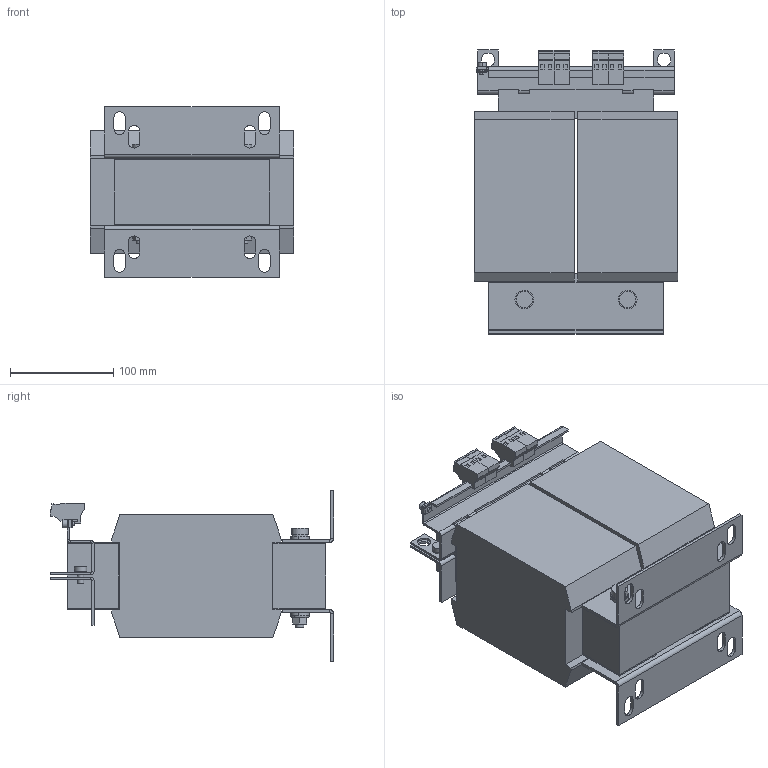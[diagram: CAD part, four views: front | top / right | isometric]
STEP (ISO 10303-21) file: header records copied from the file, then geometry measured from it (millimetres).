
FILE_DESCRIPTION (( 'STEP AP214' ), '1' );
FILE_NAME ('202669.STEP', '2020-08-26T08:57:44', ( '' ), ( '' ), 'SwSTEP 2.0', 'SolidWorks 2018', '' );
FILE_SCHEMA (( 'AUTOMOTIVE_DESIGN' ));
Length unit declared in the file: millimetre
Products named in the file (1): 202669
Bounding box: 196.5 x 274.5 x 165 mm (x, y, z)
Volume: 4639471.2 mm3; surface area: 342418.3 mm2
Topology: 1 solids, 1 shells, 542 faces, 1356 edges, 845 vertices
Faces by surface type: plane 414, cylinder 120, cone 4, torus 4
Entity records: 16017 total; most frequent: CARTESIAN_POINT 2848, ORIENTED_EDGE 2712, DIRECTION 2677, EDGE_CURVE 1356, LINE 1089, VECTOR 1089, VERTEX_POINT 845, AXIS2_PLACEMENT_3D 794
